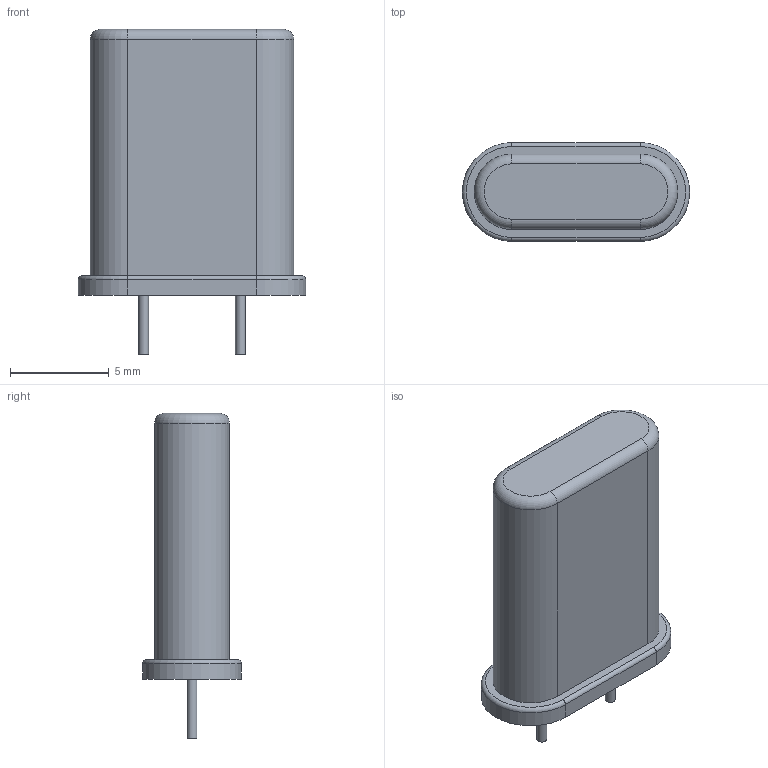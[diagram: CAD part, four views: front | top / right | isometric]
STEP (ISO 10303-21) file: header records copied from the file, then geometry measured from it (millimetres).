
FILE_DESCRIPTION(('FreeCAD Model'),'2;1');
FILE_NAME('HC49U.stp', '2014-10-19T21:53:08',('FreeCAD'),('FreeCAD'), 'Open CASCADE STEP processor 6.6','FreeCAD','Unknown');
FILE_SCHEMA(('AUTOMOTIVE_DESIGN_CC2 { 1 2 10303 214 -1 1 5 4 }'));
Length unit declared in the file: millimetre
Products named in the file (2): Fillet001; Pad002
Bounding box: 11.5 x 5 x 16.46 mm (x, y, z)
Volume: 500.8 mm3; surface area: 446 mm2
Topology: 3 solids, 3 shells, 25 faces, 46 edges, 28 vertices
Faces by surface type: plane 11, cylinder 10, torus 4
Full cylindrical faces by diameter (mm): 0.5 x2
Entity records: 1284 total; most frequent: CARTESIAN_POINT 280, DIRECTION 186, ORIENTED_EDGE 92, PCURVE 92, DEFINITIONAL_REPRESENTATION 92, LINE 86, VECTOR 86, AXIS2_PLACEMENT_3D 50
